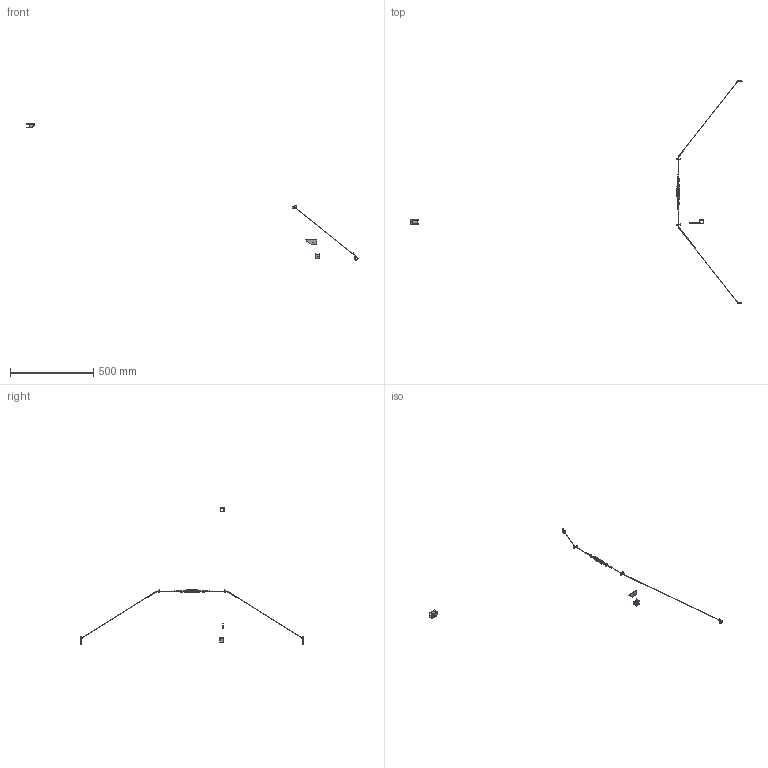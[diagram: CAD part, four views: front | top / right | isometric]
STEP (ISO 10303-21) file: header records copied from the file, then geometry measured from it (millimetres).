
FILE_DESCRIPTION(/* description */ ('CATIA V5 STEP Exchange'),/* implementation_level */ '2;1');
FILE_NAME(/* name */ '2018 zentai assembly_stay.stp',/* time_stamp */ '2018-06-16T07:56:03+09:00',/* author */ ('KITformula'),/* organization */ ('none'),/* preprocessor_version */ 'ST-DEVELOPER v16.13',/* originating_system */ 'Autodesk Inventor 2018',/* authorisation */ 'none');
FILE_SCHEMA (('AUTOMOTIVE_DESIGN { 1 0 10303 214 3 1 1 }'));
Length unit declared in the file: millimetre
Products named in the file (5): 2018 zentai assembly; Bracket; turn buckle; wire; wire_MIR1
Assembly tree (4 placements, depth 2):
  2018 zentai assembly
    Bracket
    turn buckle
    wire
    wire_MIR1
Bounding box: 1995.05 x 1339 x 820.3 mm (x, y, z)
Volume: 35665.7 mm3; surface area: 37824.1 mm2
Topology: 10 solids, 10 shells, 248 faces, 606 edges, 380 vertices
Faces by surface type: plane 108, cylinder 94, torus 28, sphere 16, bspline 2
Full cylindrical faces by diameter (mm): 2.5 x8, 4.5 x2, 5 x5, 8 x2
Entity records: 7894 total; most frequent: CARTESIAN_POINT 1924, DIRECTION 1280, ORIENTED_EDGE 1110, EDGE_CURVE 555, AXIS2_PLACEMENT_3D 496, VERTEX_POINT 366, EDGE_LOOP 315, LINE 288
